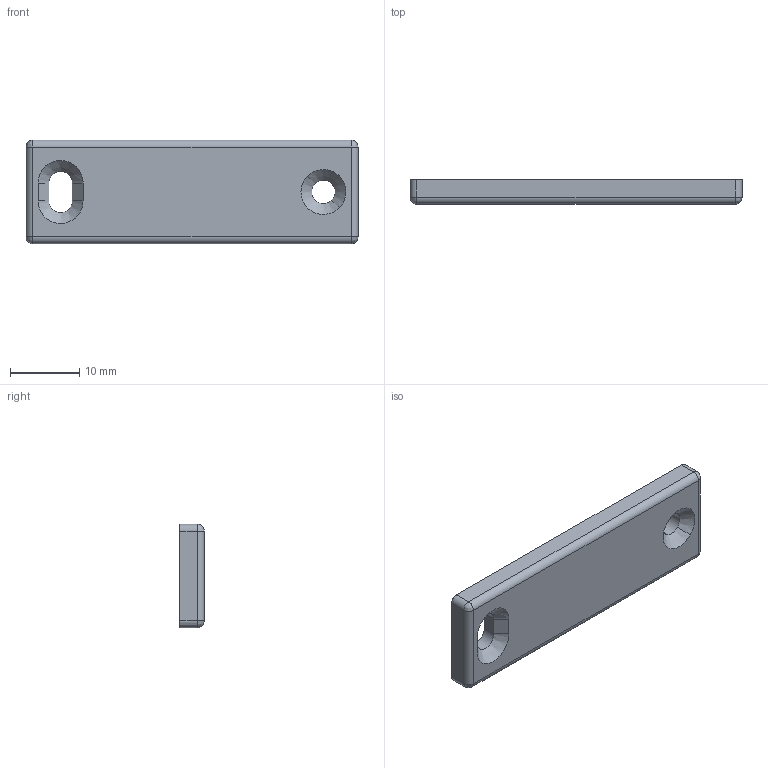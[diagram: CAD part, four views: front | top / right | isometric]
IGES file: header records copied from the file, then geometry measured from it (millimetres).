
Start section: ------------------------------------------------------------------------
Global section: file name: PC009.16196.TL_376W_H_13676.igs; native system: spGate; preprocessor: ver19.8.4 (****-****-****-****); author: Unknown; organization: Unknown; date: 250807.135101; units: millimetre
Bounding box: 48 x 3.5 x 15 mm (x, y, z)
Volume: 2048.1 mm3; surface area: 2261.2 mm2
Topology: 1 solids, 1 shells, 75 faces, 218 edges, 152 vertices
Faces by surface type: bspline 75
